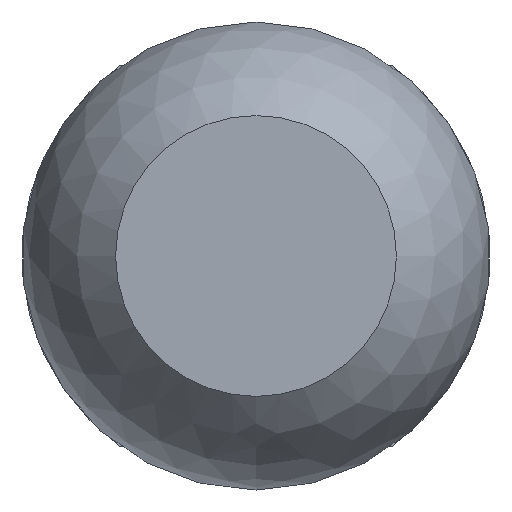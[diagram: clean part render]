
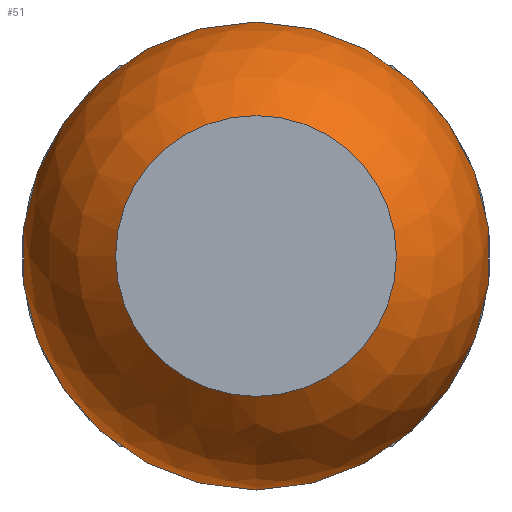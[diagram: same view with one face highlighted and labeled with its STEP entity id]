
A CAD part, left-side view. The second image highlights one B-rep face of the part: STEP entity #51.
In plain terms, the highlighted spherical face has radius 8 mm.
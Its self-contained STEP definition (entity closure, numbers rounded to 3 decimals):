
#51 = ADVANCED_FACE( '', ( #102, #103 ), #104, .T. );
#102 = FACE_OUTER_BOUND( '', #148, .T. );
#103 = FACE_OUTER_BOUND( '', #149, .T. );
#104 = SPHERICAL_SURFACE( '', #150, 8. );
#148 = EDGE_LOOP( '', ( #222 ) );
#149 = EDGE_LOOP( '', ( #223 ) );
#150 = AXIS2_PLACEMENT_3D( '', #224, #225, #226 );
#222 = ORIENTED_EDGE( '', *, *, #263, .T. );
#223 = ORIENTED_EDGE( '', *, *, #259, .F. );
#224 = CARTESIAN_POINT( '', ( 0., 0., 0. ) );
#225 = DIRECTION( '', ( 1., 0., 0. ) );
#226 = DIRECTION( '', ( 0., 1., 0. ) );
#259 = EDGE_CURVE( '', #299, #299, #300, .T. );
#263 = EDGE_CURVE( '', #304, #304, #305, .T. );
#299 = VERTEX_POINT( '', #348 );
#300 = CIRCLE( '', #349, 3.487 );
#304 = VERTEX_POINT( '', #353 );
#305 = CIRCLE( '', #354, 4.8 );
#348 = CARTESIAN_POINT( '', ( 7.2, 0., -3.487 ) );
#349 = AXIS2_PLACEMENT_3D( '', #386, #387, #388 );
#353 = CARTESIAN_POINT( '', ( -6.4, 0., -4.8 ) );
#354 = AXIS2_PLACEMENT_3D( '', #389, #390, #391 );
#386 = CARTESIAN_POINT( '', ( 7.2, 0., 0. ) );
#387 = DIRECTION( '', ( 1., 0., 0. ) );
#388 = DIRECTION( '', ( 0., 0., -1. ) );
#389 = CARTESIAN_POINT( '', ( -6.4, 0., 0. ) );
#390 = DIRECTION( '', ( 1., 0., 0. ) );
#391 = DIRECTION( '', ( 0., 0., -1. ) );
